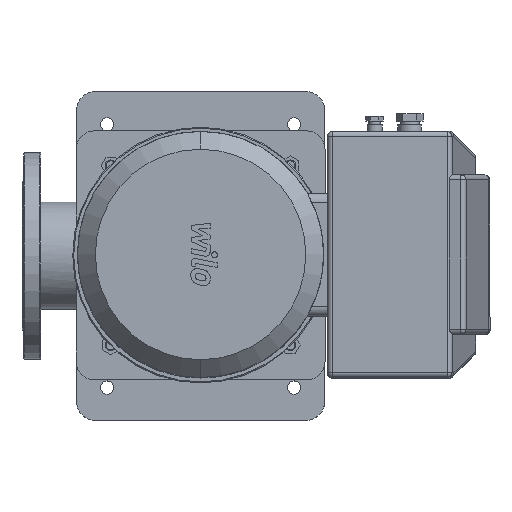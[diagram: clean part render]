
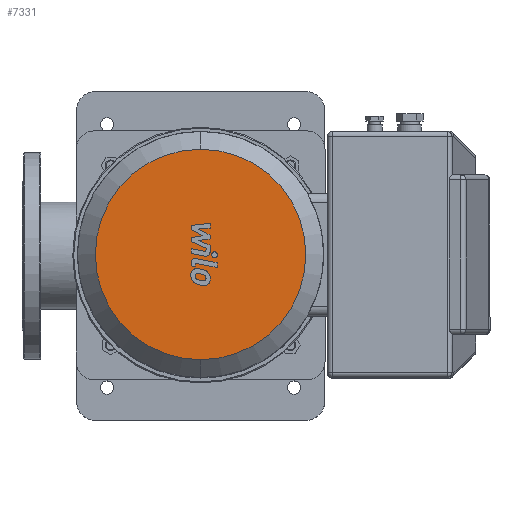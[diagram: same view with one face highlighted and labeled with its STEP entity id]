
A CAD part, top view. The second image highlights one B-rep face of the part: STEP entity #7331.
In plain terms, the highlighted planar face has unit normal (0, 0, 1).
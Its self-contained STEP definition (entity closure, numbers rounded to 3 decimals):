
#3555=CARTESIAN_POINT('',(0.,112.,952.0));
#3556=VERTEX_POINT('',#3555);
#3570=CARTESIAN_POINT('',(0.,-112.,952.0));
#3571=VERTEX_POINT('',#3570);
#3578=CARTESIAN_POINT('',(0.0,0.0,952.0));
#3579=DIRECTION('',(0.0,0.0,-1.0));
#3580=DIRECTION('',(0.0,1.0,0.0));
#3581=AXIS2_PLACEMENT_3D('',#3578,#3579,#3580);
#3582=CIRCLE('',#3581,112.);
#3583=EDGE_CURVE('',#3571,#3556,#3582,.T.);
#7292=CARTESIAN_POINT('',(0.0,0.0,952.0));
#7293=DIRECTION('',(0.0,0.0,-1.0));
#7294=DIRECTION('',(0.0,1.0,0.0));
#7295=AXIS2_PLACEMENT_3D('',#7292,#7293,#7294);
#7296=CIRCLE('',#7295,112.);
#7297=EDGE_CURVE('',#3556,#3571,#7296,.T.);
#7322=CARTESIAN_POINT('',(0.,0.0,952.0));
#7323=DIRECTION('',(0.0,0.0,-1.0));
#7324=DIRECTION('',(0.0,1.0,0.0));
#7325=AXIS2_PLACEMENT_3D('',#7322,#7323,#7324);
#7326=PLANE('',#7325);
#7327=ORIENTED_EDGE('',*,*,#3583,.F.);
#7328=ORIENTED_EDGE('',*,*,#7297,.F.);
#7329=EDGE_LOOP('',(#7327,#7328));
#7330=FACE_OUTER_BOUND('',#7329,.T.);
#7331=ADVANCED_FACE('',(#7330),#7326,.F.);
